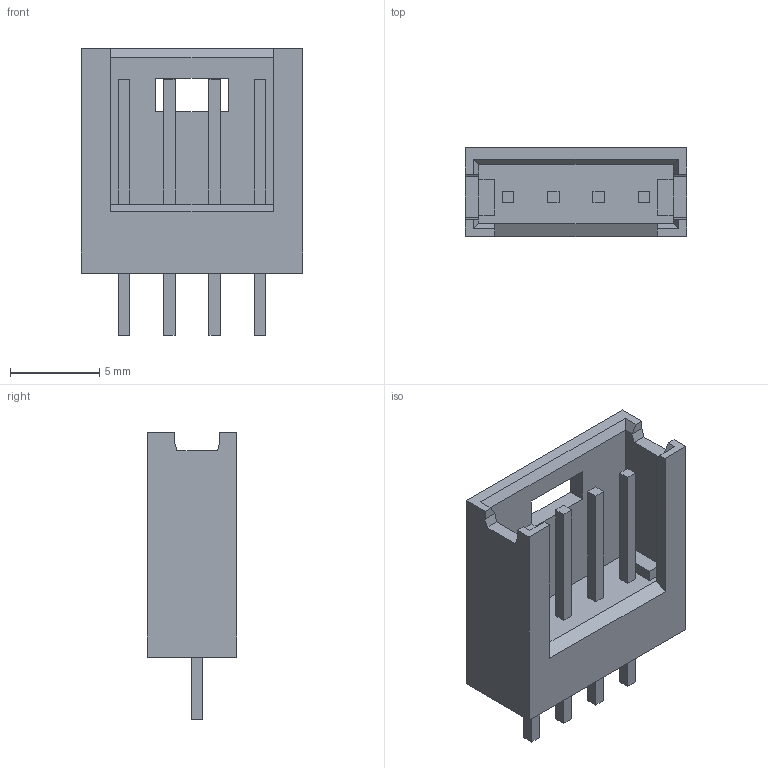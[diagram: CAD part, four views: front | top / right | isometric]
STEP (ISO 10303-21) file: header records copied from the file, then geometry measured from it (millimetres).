
FILE_DESCRIPTION((''),'2;1');
FILE_NAME('C-280371-2','2013-06-26T',('workeradm'),('Tyco Electronics Ltd.'),'PRO/ENGINEER BY PARAMETRIC TECHNOLOGY CORPORATION, 2011490','PRO/ENGINEER BY PARAMETRIC TECHNOLOGY CORPORATION, 2011490','');
FILE_SCHEMA(('AUTOMOTIVE_DESIGN { 1 0 10303 214 1 1 1 1 }'));
Length unit declared in the file: millimetre
Products named in the file (1): C-280371-2
Bounding box: 12.45 x 5 x 16.1 mm (x, y, z)
Volume: 405.7 mm3; surface area: 768.1 mm2
Topology: 1 solids, 1 shells, 85 faces, 217 edges, 142 vertices
Faces by surface type: plane 85
Entity records: 2885 total; most frequent: CARTESIAN_POINT 446, ORIENTED_EDGE 434, DIRECTION 387, VECTOR 217, LINE 217, EDGE_CURVE 217, VERTEX_POINT 142, COLOUR_RGB 125
